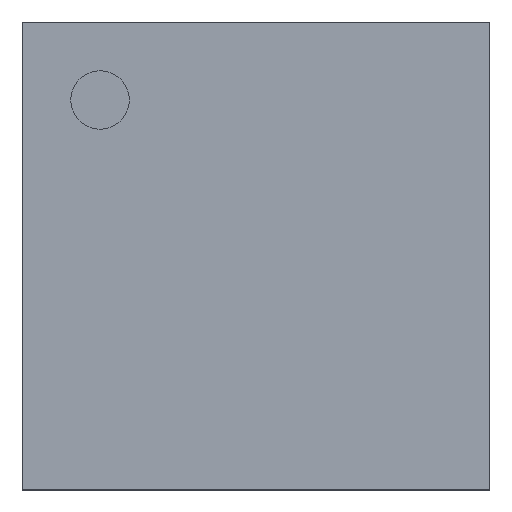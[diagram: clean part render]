
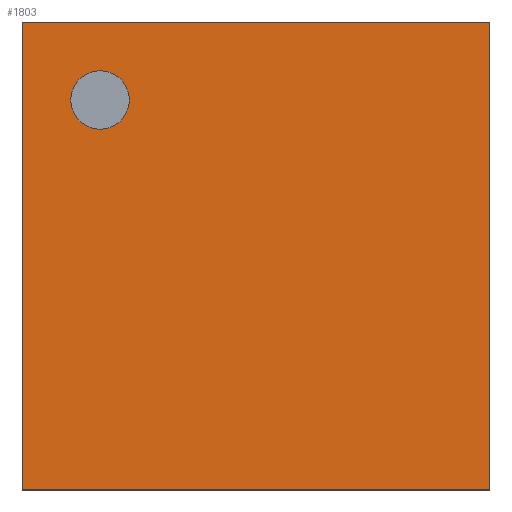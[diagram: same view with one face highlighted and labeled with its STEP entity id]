
A CAD part, top view. The second image highlights one B-rep face of the part: STEP entity #1803.
In plain terms, the highlighted planar face has unit normal (0, 0, 1).
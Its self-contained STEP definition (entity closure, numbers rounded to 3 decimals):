
#1614 = VERTEX_POINT('',#1615);
#1615 = CARTESIAN_POINT('',(0.,0.,0.982));
#1622 = PLANE('',#1623);
#1623 = AXIS2_PLACEMENT_3D('',#1624,#1625,#1626);
#1624 = CARTESIAN_POINT('',(0.,0.,0.12));
#1625 = DIRECTION('',(1.,0.,0.));
#1626 = DIRECTION('',(0.,0.,1.));
#1634 = PLANE('',#1635);
#1635 = AXIS2_PLACEMENT_3D('',#1636,#1637,#1638);
#1636 = CARTESIAN_POINT('',(0.,0.,0.12));
#1637 = DIRECTION('',(0.,1.,0.));
#1638 = DIRECTION('',(0.,0.,1.));
#1675 = VERTEX_POINT('',#1676);
#1676 = CARTESIAN_POINT('',(0.,10.,0.982));
#1690 = PLANE('',#1691);
#1691 = AXIS2_PLACEMENT_3D('',#1692,#1693,#1694);
#1692 = CARTESIAN_POINT('',(0.,10.,0.12));
#1693 = DIRECTION('',(0.,1.,0.));
#1694 = DIRECTION('',(0.,0.,1.));
#1702 = EDGE_CURVE('',#1614,#1675,#1703,.T.);
#1703 = SURFACE_CURVE('',#1704,(#1708,#1715),.PCURVE_S1.);
#1704 = LINE('',#1705,#1706);
#1705 = CARTESIAN_POINT('',(0.,0.,0.982));
#1706 = VECTOR('',#1707,1.);
#1707 = DIRECTION('',(0.,1.,0.));
#1708 = PCURVE('',#1622,#1709);
#1709 = DEFINITIONAL_REPRESENTATION('',(#1710),#1714);
#1710 = LINE('',#1711,#1712);
#1711 = CARTESIAN_POINT('',(0.862,0.));
#1712 = VECTOR('',#1713,1.);
#1713 = DIRECTION('',(0.,-1.));
#1714 = ( GEOMETRIC_REPRESENTATION_CONTEXT(2) 
PARAMETRIC_REPRESENTATION_CONTEXT() REPRESENTATION_CONTEXT('2D SPACE',''
  ) );
#1715 = PCURVE('',#1716,#1721);
#1716 = PLANE('',#1717);
#1717 = AXIS2_PLACEMENT_3D('',#1718,#1719,#1720);
#1718 = CARTESIAN_POINT('',(0.,0.,0.982));
#1719 = DIRECTION('',(0.,0.,1.));
#1720 = DIRECTION('',(1.,0.,0.));
#1721 = DEFINITIONAL_REPRESENTATION('',(#1722),#1726);
#1722 = LINE('',#1723,#1724);
#1723 = CARTESIAN_POINT('',(0.,0.));
#1724 = VECTOR('',#1725,1.);
#1725 = DIRECTION('',(0.,1.));
#1726 = ( GEOMETRIC_REPRESENTATION_CONTEXT(2) 
PARAMETRIC_REPRESENTATION_CONTEXT() REPRESENTATION_CONTEXT('2D SPACE',''
  ) );
#1755 = EDGE_CURVE('',#1614,#1756,#1758,.T.);
#1756 = VERTEX_POINT('',#1757);
#1757 = CARTESIAN_POINT('',(10.,0.,0.982));
#1758 = SURFACE_CURVE('',#1759,(#1763,#1770),.PCURVE_S1.);
#1759 = LINE('',#1760,#1761);
#1760 = CARTESIAN_POINT('',(0.,0.,0.982));
#1761 = VECTOR('',#1762,1.);
#1762 = DIRECTION('',(1.,0.,0.));
#1763 = PCURVE('',#1634,#1764);
#1764 = DEFINITIONAL_REPRESENTATION('',(#1765),#1769);
#1765 = LINE('',#1766,#1767);
#1766 = CARTESIAN_POINT('',(0.862,0.));
#1767 = VECTOR('',#1768,1.);
#1768 = DIRECTION('',(0.,1.));
#1769 = ( GEOMETRIC_REPRESENTATION_CONTEXT(2) 
PARAMETRIC_REPRESENTATION_CONTEXT() REPRESENTATION_CONTEXT('2D SPACE',''
  ) );
#1770 = PCURVE('',#1716,#1771);
#1771 = DEFINITIONAL_REPRESENTATION('',(#1772),#1776);
#1772 = LINE('',#1773,#1774);
#1773 = CARTESIAN_POINT('',(0.,0.));
#1774 = VECTOR('',#1775,1.);
#1775 = DIRECTION('',(1.,0.));
#1776 = ( GEOMETRIC_REPRESENTATION_CONTEXT(2) 
PARAMETRIC_REPRESENTATION_CONTEXT() REPRESENTATION_CONTEXT('2D SPACE',''
  ) );
#1792 = PLANE('',#1793);
#1793 = AXIS2_PLACEMENT_3D('',#1794,#1795,#1796);
#1794 = CARTESIAN_POINT('',(10.,0.,0.12));
#1795 = DIRECTION('',(1.,0.,0.));
#1796 = DIRECTION('',(0.,0.,1.));
#1803 = ADVANCED_FACE('',(#1804,#1852),#1716,.T.);
#1804 = FACE_BOUND('',#1805,.T.);
#1805 = EDGE_LOOP('',(#1806,#1807,#1808,#1831));
#1806 = ORIENTED_EDGE('',*,*,#1702,.F.);
#1807 = ORIENTED_EDGE('',*,*,#1755,.T.);
#1808 = ORIENTED_EDGE('',*,*,#1809,.T.);
#1809 = EDGE_CURVE('',#1756,#1810,#1812,.T.);
#1810 = VERTEX_POINT('',#1811);
#1811 = CARTESIAN_POINT('',(10.,10.,0.982));
#1812 = SURFACE_CURVE('',#1813,(#1817,#1824),.PCURVE_S1.);
#1813 = LINE('',#1814,#1815);
#1814 = CARTESIAN_POINT('',(10.,0.,0.982));
#1815 = VECTOR('',#1816,1.);
#1816 = DIRECTION('',(0.,1.,0.));
#1817 = PCURVE('',#1716,#1818);
#1818 = DEFINITIONAL_REPRESENTATION('',(#1819),#1823);
#1819 = LINE('',#1820,#1821);
#1820 = CARTESIAN_POINT('',(10.,0.));
#1821 = VECTOR('',#1822,1.);
#1822 = DIRECTION('',(0.,1.));
#1823 = ( GEOMETRIC_REPRESENTATION_CONTEXT(2) 
PARAMETRIC_REPRESENTATION_CONTEXT() REPRESENTATION_CONTEXT('2D SPACE',''
  ) );
#1824 = PCURVE('',#1792,#1825);
#1825 = DEFINITIONAL_REPRESENTATION('',(#1826),#1830);
#1826 = LINE('',#1827,#1828);
#1827 = CARTESIAN_POINT('',(0.862,0.));
#1828 = VECTOR('',#1829,1.);
#1829 = DIRECTION('',(0.,-1.));
#1830 = ( GEOMETRIC_REPRESENTATION_CONTEXT(2) 
PARAMETRIC_REPRESENTATION_CONTEXT() REPRESENTATION_CONTEXT('2D SPACE',''
  ) );
#1831 = ORIENTED_EDGE('',*,*,#1832,.F.);
#1832 = EDGE_CURVE('',#1675,#1810,#1833,.T.);
#1833 = SURFACE_CURVE('',#1834,(#1838,#1845),.PCURVE_S1.);
#1834 = LINE('',#1835,#1836);
#1835 = CARTESIAN_POINT('',(0.,10.,0.982));
#1836 = VECTOR('',#1837,1.);
#1837 = DIRECTION('',(1.,0.,0.));
#1838 = PCURVE('',#1716,#1839);
#1839 = DEFINITIONAL_REPRESENTATION('',(#1840),#1844);
#1840 = LINE('',#1841,#1842);
#1841 = CARTESIAN_POINT('',(0.,10.));
#1842 = VECTOR('',#1843,1.);
#1843 = DIRECTION('',(1.,0.));
#1844 = ( GEOMETRIC_REPRESENTATION_CONTEXT(2) 
PARAMETRIC_REPRESENTATION_CONTEXT() REPRESENTATION_CONTEXT('2D SPACE',''
  ) );
#1845 = PCURVE('',#1690,#1846);
#1846 = DEFINITIONAL_REPRESENTATION('',(#1847),#1851);
#1847 = LINE('',#1848,#1849);
#1848 = CARTESIAN_POINT('',(0.862,0.));
#1849 = VECTOR('',#1850,1.);
#1850 = DIRECTION('',(0.,1.));
#1851 = ( GEOMETRIC_REPRESENTATION_CONTEXT(2) 
PARAMETRIC_REPRESENTATION_CONTEXT() REPRESENTATION_CONTEXT('2D SPACE',''
  ) );
#1852 = FACE_BOUND('',#1853,.T.);
#1853 = EDGE_LOOP('',(#1854));
#1854 = ORIENTED_EDGE('',*,*,#1855,.F.);
#1855 = EDGE_CURVE('',#1856,#1856,#1858,.T.);
#1856 = VERTEX_POINT('',#1857);
#1857 = CARTESIAN_POINT('',(2.292,8.333,0.982));
#1858 = SURFACE_CURVE('',#1859,(#1864,#1871),.PCURVE_S1.);
#1859 = CIRCLE('',#1860,0.625);
#1860 = AXIS2_PLACEMENT_3D('',#1861,#1862,#1863);
#1861 = CARTESIAN_POINT('',(1.667,8.333,0.982));
#1862 = DIRECTION('',(0.,0.,1.));
#1863 = DIRECTION('',(1.,0.,0.));
#1864 = PCURVE('',#1716,#1865);
#1865 = DEFINITIONAL_REPRESENTATION('',(#1866),#1870);
#1866 = CIRCLE('',#1867,0.625);
#1867 = AXIS2_PLACEMENT_2D('',#1868,#1869);
#1868 = CARTESIAN_POINT('',(1.667,8.333));
#1869 = DIRECTION('',(1.,0.));
#1870 = ( GEOMETRIC_REPRESENTATION_CONTEXT(2) 
PARAMETRIC_REPRESENTATION_CONTEXT() REPRESENTATION_CONTEXT('2D SPACE',''
  ) );
#1871 = PCURVE('',#1872,#1877);
#1872 = CYLINDRICAL_SURFACE('',#1873,0.625);
#1873 = AXIS2_PLACEMENT_3D('',#1874,#1875,#1876);
#1874 = CARTESIAN_POINT('',(1.667,8.333,0.882));
#1875 = DIRECTION('',(0.,0.,1.));
#1876 = DIRECTION('',(1.,0.,0.));
#1877 = DEFINITIONAL_REPRESENTATION('',(#1878),#1882);
#1878 = LINE('',#1879,#1880);
#1879 = CARTESIAN_POINT('',(0.,0.1));
#1880 = VECTOR('',#1881,1.);
#1881 = DIRECTION('',(1.,0.));
#1882 = ( GEOMETRIC_REPRESENTATION_CONTEXT(2) 
PARAMETRIC_REPRESENTATION_CONTEXT() REPRESENTATION_CONTEXT('2D SPACE',''
  ) );
